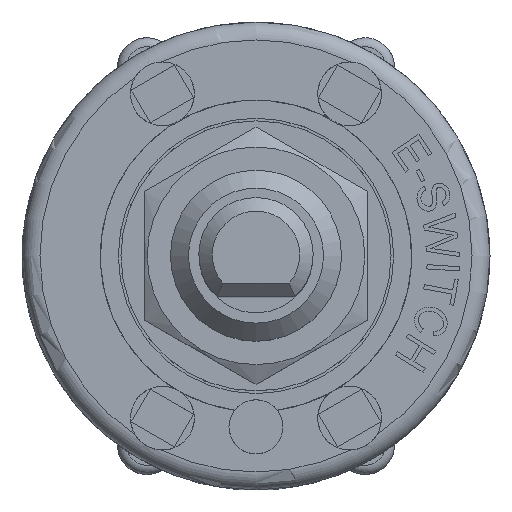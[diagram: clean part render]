
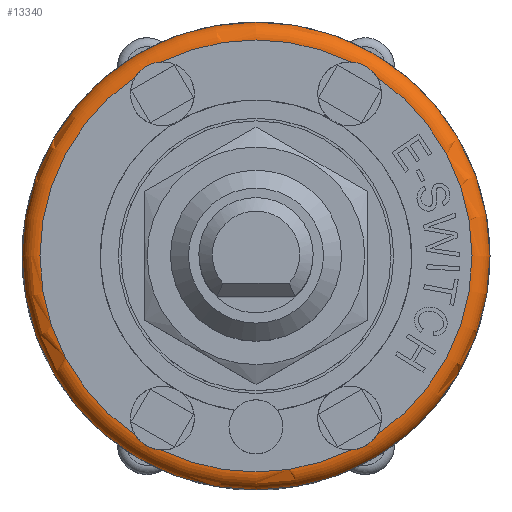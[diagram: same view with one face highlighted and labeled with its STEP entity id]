
A CAD part, top view. The second image highlights one B-rep face of the part: STEP entity #13340.
In plain terms, the highlighted toroidal (fillet/blend) face has major radius 12 mm and minor radius 1 mm.
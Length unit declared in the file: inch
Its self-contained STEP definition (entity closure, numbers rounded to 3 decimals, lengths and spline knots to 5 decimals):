
#26=TOROIDAL_SURFACE('',#14023,0.47244,0.03937);
#1141=B_SPLINE_CURVE_WITH_KNOTS('',3,(#23037,#23038,#23039,#23040,#23041,
#23042,#23043,#23044,#23045,#23046,#23047,#23048),.UNSPECIFIED.,.F.,.F.,
(4,2,2,2,2,4),(-0.26924,-0.24463,-0.21597,
-0.19207,-0.16451,-0.13568),.UNSPECIFIED.);
#1142=B_SPLINE_CURVE_WITH_KNOTS('',3,(#23060,#23061,#23062,#23063,#23064,
#23065,#23066,#23067,#23068,#23069,#23070,#23071),.UNSPECIFIED.,.F.,.F.,
(4,2,2,2,2,4),(-0.26924,-0.24463,-0.21597,
-0.19207,-0.16451,-0.13568),.UNSPECIFIED.);
#1143=B_SPLINE_CURVE_WITH_KNOTS('',3,(#23088,#23089,#23090,#23091,#23092,
#23093,#23094,#23095,#23096,#23097,#23098,#23099),.UNSPECIFIED.,.F.,.F.,
(4,2,2,2,2,4),(-0.26924,-0.24463,-0.21597,
-0.19207,-0.16451,-0.13568),.UNSPECIFIED.);
#1144=B_SPLINE_CURVE_WITH_KNOTS('',3,(#23121,#23122,#23123,#23124,#23125,
#23126,#23127,#23128,#23129,#23130,#23131,#23132),.UNSPECIFIED.,.F.,.F.,
(4,2,2,2,2,4),(-0.26924,-0.24463,-0.21597,
-0.19207,-0.16451,-0.13568),.UNSPECIFIED.);
#1819=FACE_OUTER_BOUND('',#2611,.T.);
#2611=EDGE_LOOP('',(#12363,#12364,#12365,#12366,#12367,#12368,#12369,#12370,
#12371,#12372,#12373,#12374));
#5574=CIRCLE('',#13976,0.51181);
#5601=CIRCLE('',#14024,0.03937);
#5602=CIRCLE('',#14025,0.47244);
#5603=CIRCLE('',#14026,0.47244);
#5604=CIRCLE('',#14027,0.47244);
#5605=CIRCLE('',#14028,0.47244);
#5606=CIRCLE('',#14029,0.47244);
#6825=VERTEX_POINT('',#22999);
#6833=VERTEX_POINT('',#23035);
#6834=VERTEX_POINT('',#23036);
#6837=VERTEX_POINT('',#23058);
#6838=VERTEX_POINT('',#23059);
#6843=VERTEX_POINT('',#23086);
#6844=VERTEX_POINT('',#23087);
#6851=VERTEX_POINT('',#23119);
#6852=VERTEX_POINT('',#23120);
#6855=VERTEX_POINT('',#23142);
#8700=EDGE_CURVE('',#6825,#6825,#5574,.T.);
#8718=EDGE_CURVE('',#6833,#6834,#1141,.T.);
#8724=EDGE_CURVE('',#6837,#6838,#1142,.T.);
#8732=EDGE_CURVE('',#6843,#6844,#1143,.T.);
#8742=EDGE_CURVE('',#6851,#6852,#1144,.T.);
#8748=EDGE_CURVE('',#6825,#6855,#5601,.T.);
#8749=EDGE_CURVE('',#6855,#6843,#5602,.T.);
#8750=EDGE_CURVE('',#6844,#6837,#5603,.T.);
#8751=EDGE_CURVE('',#6838,#6833,#5604,.T.);
#8752=EDGE_CURVE('',#6834,#6851,#5605,.T.);
#8753=EDGE_CURVE('',#6852,#6855,#5606,.T.);
#12363=ORIENTED_EDGE('',*,*,#8700,.T.);
#12364=ORIENTED_EDGE('',*,*,#8748,.T.);
#12365=ORIENTED_EDGE('',*,*,#8749,.T.);
#12366=ORIENTED_EDGE('',*,*,#8732,.T.);
#12367=ORIENTED_EDGE('',*,*,#8750,.T.);
#12368=ORIENTED_EDGE('',*,*,#8724,.T.);
#12369=ORIENTED_EDGE('',*,*,#8751,.T.);
#12370=ORIENTED_EDGE('',*,*,#8718,.T.);
#12371=ORIENTED_EDGE('',*,*,#8752,.T.);
#12372=ORIENTED_EDGE('',*,*,#8742,.T.);
#12373=ORIENTED_EDGE('',*,*,#8753,.T.);
#12374=ORIENTED_EDGE('',*,*,#8748,.F.);
#13340=ADVANCED_FACE('',(#1819),#26,.T.);
#13976=AXIS2_PLACEMENT_3D('',#23000,#16615,#16616);
#14023=AXIS2_PLACEMENT_3D('',#23141,#16726,#16727);
#14024=AXIS2_PLACEMENT_3D('',#23143,#16728,#16729);
#14025=AXIS2_PLACEMENT_3D('',#23144,#16730,#16731);
#14026=AXIS2_PLACEMENT_3D('',#23145,#16732,#16733);
#14027=AXIS2_PLACEMENT_3D('',#23146,#16734,#16735);
#14028=AXIS2_PLACEMENT_3D('',#23147,#16736,#16737);
#14029=AXIS2_PLACEMENT_3D('',#23148,#16738,#16739);
#16615=DIRECTION('center_axis',(0.,0.,1.));
#16616=DIRECTION('ref_axis',(-1.,0.,0.));
#16726=DIRECTION('center_axis',(0.,0.,-1.));
#16727=DIRECTION('ref_axis',(-1.,0.,0.));
#16728=DIRECTION('center_axis',(0.,-1.,0.));
#16729=DIRECTION('ref_axis',(1.,0.,0.));
#16730=DIRECTION('center_axis',(0.,0.,-1.));
#16731=DIRECTION('ref_axis',(-1.,0.,0.));
#16732=DIRECTION('center_axis',(0.,0.,-1.));
#16733=DIRECTION('ref_axis',(-1.,0.,0.));
#16734=DIRECTION('center_axis',(0.,0.,-1.));
#16735=DIRECTION('ref_axis',(-1.,0.,0.));
#16736=DIRECTION('center_axis',(0.,0.,-1.));
#16737=DIRECTION('ref_axis',(-1.,0.,0.));
#16738=DIRECTION('center_axis',(0.,0.,-1.));
#16739=DIRECTION('ref_axis',(-1.,0.,0.));
#22999=CARTESIAN_POINT('',(0.51181,0.,0.37402));
#23000=CARTESIAN_POINT('Origin',(0.,0.,0.37402));
#23035=CARTESIAN_POINT('',(-0.26379,0.39194,0.41339));
#23036=CARTESIAN_POINT('',(-0.20753,0.42442,0.41339));
#23037=CARTESIAN_POINT('Ctrl Pts',(-0.26379,0.39194,
0.41339));
#23038=CARTESIAN_POINT('Ctrl Pts',(-0.26165,0.39532,
0.41339));
#23039=CARTESIAN_POINT('Ctrl Pts',(-0.25918,0.39859,
0.41329));
#23040=CARTESIAN_POINT('Ctrl Pts',(-0.25306,0.40529,
0.41304));
#23041=CARTESIAN_POINT('Ctrl Pts',(-0.2494,0.40855,
0.4129));
#23042=CARTESIAN_POINT('Ctrl Pts',(-0.24211,0.41377,
0.41277));
#23043=CARTESIAN_POINT('Ctrl Pts',(-0.2386,0.41585,
0.41276));
#23044=CARTESIAN_POINT('Ctrl Pts',(-0.23069,0.41964,
0.41286));
#23045=CARTESIAN_POINT('Ctrl Pts',(-0.22626,0.42124,
0.41299));
#23046=CARTESIAN_POINT('Ctrl Pts',(-0.21694,0.42357,
0.41325));
#23047=CARTESIAN_POINT('Ctrl Pts',(-0.21219,0.42423,
0.41339));
#23048=CARTESIAN_POINT('Ctrl Pts',(-0.20753,0.42442,
0.41339));
#23058=CARTESIAN_POINT('',(-0.20753,-0.42442,0.41339));
#23059=CARTESIAN_POINT('',(-0.26379,-0.39194,0.41339));
#23060=CARTESIAN_POINT('Ctrl Pts',(-0.20753,-0.42442,
0.41339));
#23061=CARTESIAN_POINT('Ctrl Pts',(-0.21153,-0.42426,
0.41339));
#23062=CARTESIAN_POINT('Ctrl Pts',(-0.2156,-0.42375,
0.41329));
#23063=CARTESIAN_POINT('Ctrl Pts',(-0.22446,-0.42181,
0.41304));
#23064=CARTESIAN_POINT('Ctrl Pts',(-0.22911,-0.42026,
0.4129));
#23065=CARTESIAN_POINT('Ctrl Pts',(-0.23728,-0.41656,
0.41277));
#23066=CARTESIAN_POINT('Ctrl Pts',(-0.24084,-0.41456,
0.41276));
#23067=CARTESIAN_POINT('Ctrl Pts',(-0.24808,-0.4096,
0.41286));
#23068=CARTESIAN_POINT('Ctrl Pts',(-0.25168,-0.40656,
0.41299));
#23069=CARTESIAN_POINT('Ctrl Pts',(-0.25836,-0.39966,
0.41325));
#23070=CARTESIAN_POINT('Ctrl Pts',(-0.2613,-0.39588,
0.41339));
#23071=CARTESIAN_POINT('Ctrl Pts',(-0.26379,-0.39194,
0.41339));
#23086=CARTESIAN_POINT('',(0.26379,-0.39194,0.41339));
#23087=CARTESIAN_POINT('',(0.20753,-0.42442,0.41339));
#23088=CARTESIAN_POINT('Ctrl Pts',(0.26379,-0.39194,
0.41339));
#23089=CARTESIAN_POINT('Ctrl Pts',(0.26165,-0.39532,
0.41339));
#23090=CARTESIAN_POINT('Ctrl Pts',(0.25918,-0.39859,
0.41329));
#23091=CARTESIAN_POINT('Ctrl Pts',(0.25306,-0.40529,
0.41304));
#23092=CARTESIAN_POINT('Ctrl Pts',(0.2494,-0.40855,
0.4129));
#23093=CARTESIAN_POINT('Ctrl Pts',(0.24211,-0.41377,
0.41277));
#23094=CARTESIAN_POINT('Ctrl Pts',(0.2386,-0.41585,
0.41276));
#23095=CARTESIAN_POINT('Ctrl Pts',(0.23069,-0.41964,
0.41286));
#23096=CARTESIAN_POINT('Ctrl Pts',(0.22626,-0.42124,
0.41299));
#23097=CARTESIAN_POINT('Ctrl Pts',(0.21694,-0.42357,
0.41325));
#23098=CARTESIAN_POINT('Ctrl Pts',(0.21219,-0.42423,
0.41339));
#23099=CARTESIAN_POINT('Ctrl Pts',(0.20753,-0.42442,
0.41339));
#23119=CARTESIAN_POINT('',(0.20753,0.42442,0.41339));
#23120=CARTESIAN_POINT('',(0.26379,0.39194,0.41339));
#23121=CARTESIAN_POINT('Ctrl Pts',(0.20753,0.42442,0.41339));
#23122=CARTESIAN_POINT('Ctrl Pts',(0.21153,0.42426,
0.41339));
#23123=CARTESIAN_POINT('Ctrl Pts',(0.2156,0.42375,
0.41329));
#23124=CARTESIAN_POINT('Ctrl Pts',(0.22446,0.42181,0.41304));
#23125=CARTESIAN_POINT('Ctrl Pts',(0.22911,0.42026,
0.4129));
#23126=CARTESIAN_POINT('Ctrl Pts',(0.23728,0.41656,0.41277));
#23127=CARTESIAN_POINT('Ctrl Pts',(0.24084,0.41456,
0.41276));
#23128=CARTESIAN_POINT('Ctrl Pts',(0.24808,0.4096,
0.41286));
#23129=CARTESIAN_POINT('Ctrl Pts',(0.25168,0.40656,
0.41299));
#23130=CARTESIAN_POINT('Ctrl Pts',(0.25836,0.39966,
0.41325));
#23131=CARTESIAN_POINT('Ctrl Pts',(0.2613,0.39588,
0.41339));
#23132=CARTESIAN_POINT('Ctrl Pts',(0.26379,0.39194,
0.41339));
#23141=CARTESIAN_POINT('Origin',(0.,0.,0.37402));
#23142=CARTESIAN_POINT('',(0.47244,0.,0.41339));
#23143=CARTESIAN_POINT('Origin',(0.47244,0.,
0.37402));
#23144=CARTESIAN_POINT('Origin',(0.,0.,0.41339));
#23145=CARTESIAN_POINT('Origin',(0.,0.,0.41339));
#23146=CARTESIAN_POINT('Origin',(0.,0.,0.41339));
#23147=CARTESIAN_POINT('Origin',(0.,0.,0.41339));
#23148=CARTESIAN_POINT('Origin',(0.,0.,0.41339));
